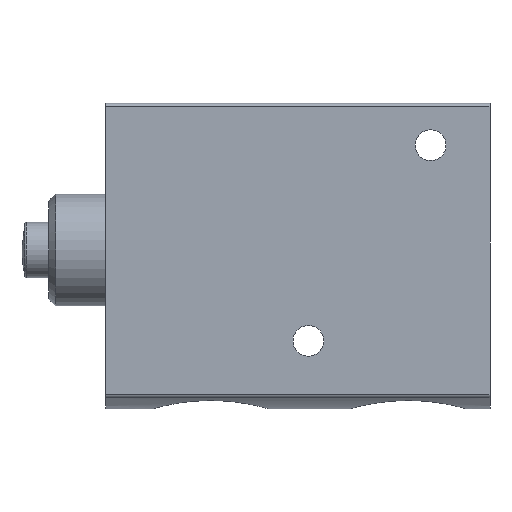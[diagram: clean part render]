
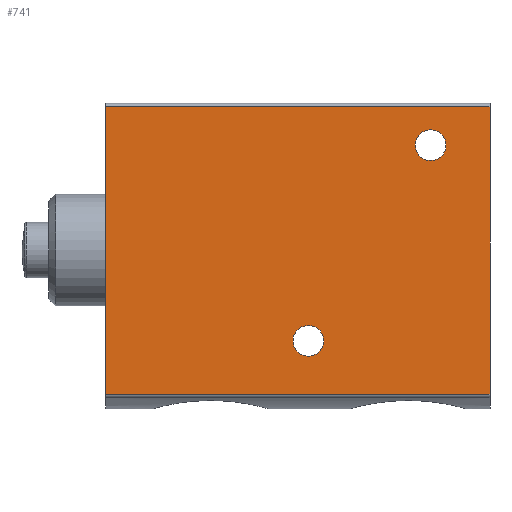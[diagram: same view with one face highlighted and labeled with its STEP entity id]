
A CAD part, left-side view. The second image highlights one B-rep face of the part: STEP entity #741.
In plain terms, the highlighted face is planar.
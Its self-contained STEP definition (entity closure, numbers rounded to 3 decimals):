
#52=PLANE('',#828);
#70=LINE('',#1244,#92);
#78=LINE('',#1275,#100);
#79=LINE('',#1283,#101);
#80=LINE('',#1284,#102);
#92=VECTOR('',#943,1000.);
#100=VECTOR('',#977,1000.);
#101=VECTOR('',#986,1000.);
#102=VECTOR('',#987,1000.);
#124=CIRCLE('',#829,2.2);
#125=CIRCLE('',#830,2.2);
#202=ORIENTED_EDGE('',*,*,#360,.T.);
#203=ORIENTED_EDGE('',*,*,#361,.T.);
#204=ORIENTED_EDGE('',*,*,#362,.T.);
#205=ORIENTED_EDGE('',*,*,#342,.F.);
#206=ORIENTED_EDGE('',*,*,#363,.F.);
#207=ORIENTED_EDGE('',*,*,#358,.T.);
#342=EDGE_CURVE('',#424,#421,#70,.T.);
#358=EDGE_CURVE('',#435,#434,#78,.T.);
#360=EDGE_CURVE('',#436,#436,#124,.T.);
#361=EDGE_CURVE('',#437,#437,#125,.T.);
#362=EDGE_CURVE('',#434,#421,#79,.T.);
#363=EDGE_CURVE('',#435,#424,#80,.T.);
#421=VERTEX_POINT('',#1238);
#424=VERTEX_POINT('',#1243);
#434=VERTEX_POINT('',#1274);
#435=VERTEX_POINT('',#1276);
#436=VERTEX_POINT('',#1280);
#437=VERTEX_POINT('',#1282);
#504=EDGE_LOOP('',(#202));
#505=EDGE_LOOP('',(#203));
#506=EDGE_LOOP('',(#204,#205,#206,#207));
#612=FACE_BOUND('',#504,.T.);
#613=FACE_BOUND('',#505,.T.);
#614=FACE_BOUND('',#506,.T.);
#741=ADVANCED_FACE('',(#612,#613,#614),#52,.F.);
#828=AXIS2_PLACEMENT_3D('',#1278,#980,#981);
#829=AXIS2_PLACEMENT_3D('',#1279,#982,#983);
#830=AXIS2_PLACEMENT_3D('',#1281,#984,#985);
#943=DIRECTION('',(0.,-1.,0.));
#977=DIRECTION('',(0.,-1.,0.));
#980=DIRECTION('',(0.,0.,1.));
#981=DIRECTION('',(1.,0.,0.));
#982=DIRECTION('',(0.,0.,1.));
#983=DIRECTION('',(1.,0.,0.));
#984=DIRECTION('',(0.,0.,1.));
#985=DIRECTION('',(1.,0.,0.));
#986=DIRECTION('',(-1.,0.,0.));
#987=DIRECTION('',(-1.,0.,0.));
#1238=CARTESIAN_POINT('',(-20.5,0.,-10.));
#1243=CARTESIAN_POINT('',(-20.5,55.,-10.));
#1244=CARTESIAN_POINT('',(-20.5,55.,-10.));
#1274=CARTESIAN_POINT('',(20.644,0.,-10.));
#1275=CARTESIAN_POINT('',(20.644,55.,-10.));
#1276=CARTESIAN_POINT('',(20.644,55.,-10.));
#1278=CARTESIAN_POINT('',(20.644,55.,-10.));
#1279=CARTESIAN_POINT('',(13.,26.,-10.));
#1280=CARTESIAN_POINT('',(15.2,26.,-10.));
#1281=CARTESIAN_POINT('',(-15.,8.5,-10.));
#1282=CARTESIAN_POINT('',(-12.8,8.5,-10.));
#1283=CARTESIAN_POINT('',(20.644,0.,-10.));
#1284=CARTESIAN_POINT('',(20.644,55.,-10.));
